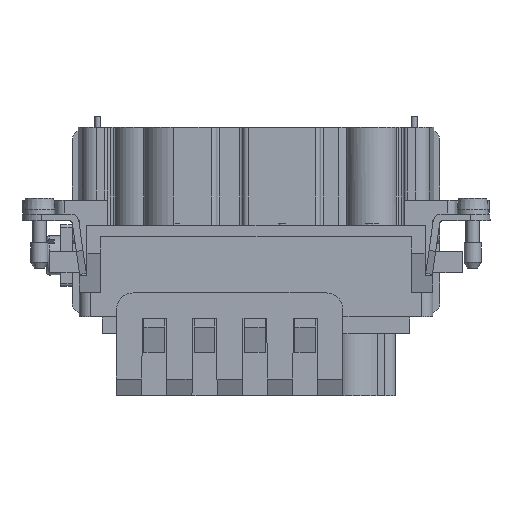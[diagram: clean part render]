
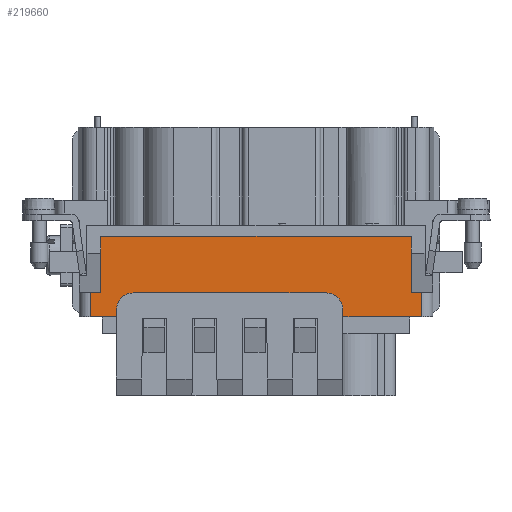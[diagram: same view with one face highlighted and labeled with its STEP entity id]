
A CAD part, front view. The second image highlights one B-rep face of the part: STEP entity #219660.
In plain terms, the highlighted face is planar.
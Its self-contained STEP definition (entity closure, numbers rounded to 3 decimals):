
#2530=CARTESIAN_POINT('',(57.983,54.102,
-28.8));
#2540=VERTEX_POINT('',#2530);
#2590=CARTESIAN_POINT('',(72.447,42.39,-28.8))
;
#2600=DIRECTION('',(0.777,-0.629,
0.));
#2610=VECTOR('',#2600,1.);
#2620=LINE('',#2590,#2610);
#2630=CARTESIAN_POINT('',(84.795,32.391,
-28.8));
#2640=VERTEX_POINT('',#2630);
#2650=EDGE_CURVE('',#2540,#2640,#2620,.T.);
#14920=CARTESIAN_POINT('',(55.652,55.99,
-31.8));
#14930=VERTEX_POINT('',#14920);
#14960=CARTESIAN_POINT('',(57.983,54.102,
-31.8));
#14970=DIRECTION('',(-0.629,-0.777,
0.));
#14980=DIRECTION('',(-0.777,0.629,0.));
#14990=AXIS2_PLACEMENT_3D('',#14960,#14970,#14980);
#15000=CIRCLE('',#14990,3.);
#15010=EDGE_CURVE('',#2540,#14930,#15000,.T.);
#18600=CARTESIAN_POINT('',(51.999,58.948,
-33.1));
#18610=VERTEX_POINT('',#18600);
#18640=CARTESIAN_POINT('',(48.725,61.6,
-33.1));
#18650=DIRECTION('',(0.777,-0.629,
0.));
#18660=VECTOR('',#18650,1.);
#18670=LINE('',#18640,#18660);
#18680=CARTESIAN_POINT('',(55.652,55.99,
-33.1));
#18690=VERTEX_POINT('',#18680);
#18700=EDGE_CURVE('',#18610,#18690,#18670,.T.);
#43620=CARTESIAN_POINT('',(87.126,30.503,
-31.8));
#43630=VERTEX_POINT('',#43620);
#43660=CARTESIAN_POINT('',(87.126,30.503,
-45.7));
#43670=DIRECTION('',(0.,0.,-1.));
#43680=VECTOR('',#43670,1.);
#43690=LINE('',#43660,#43680);
#43700=CARTESIAN_POINT('',(87.126,30.503,
-33.1));
#43710=VERTEX_POINT('',#43700);
#43720=EDGE_CURVE('',#43630,#43710,#43690,.T.);
#45720=CARTESIAN_POINT('',(84.795,32.391,
-31.8));
#45730=DIRECTION('',(-0.629,-0.777,
0.));
#45740=DIRECTION('',(-0.777,0.629,0.));
#45750=AXIS2_PLACEMENT_3D('',#45720,#45730,#45740);
#45760=CIRCLE('',#45750,3.);
#45770=EDGE_CURVE('',#43630,#2640,#45760,.T.);
#47740=CARTESIAN_POINT('',(48.725,61.6,
-33.1));
#47750=DIRECTION('',(0.777,-0.629,
0.));
#47760=VECTOR('',#47750,1.);
#47770=LINE('',#47740,#47760);
#47780=CARTESIAN_POINT('',(98.084,21.63,
-33.1));
#47790=VERTEX_POINT('',#47780);
#47800=EDGE_CURVE('',#43710,#47790,#47770,.T.);
#86180=CARTESIAN_POINT('',(55.652,55.99,
-45.7));
#86190=DIRECTION('',(0.,0.,-1.));
#86200=VECTOR('',#86190,1.);
#86210=LINE('',#86180,#86200);
#86220=EDGE_CURVE('',#14930,#18690,#86210,.T.);
#214460=CARTESIAN_POINT('',(98.084,21.63,-28.7));
#214470=VERTEX_POINT('',#214460);
#214500=CARTESIAN_POINT('',(48.725,61.6,
-28.7));
#214510=DIRECTION('',(-0.777,0.629,
0.));
#214520=VECTOR('',#214510,1.);
#214530=LINE('',#214500,#214520);
#214540=CARTESIAN_POINT('',(96.646,22.794,-28.7));
#214550=VERTEX_POINT('',#214540);
#214560=EDGE_CURVE('',#214470,#214550,#214530,.T.);
#215000=CARTESIAN_POINT('',(51.999,58.948,
-28.7));
#215010=VERTEX_POINT('',#215000);
#215170=CARTESIAN_POINT('',(53.437,57.784,
-28.7));
#215180=VERTEX_POINT('',#215170);
#215210=CARTESIAN_POINT('',(48.725,61.6,
-28.7));
#215220=DIRECTION('',(-0.777,0.629,
0.));
#215230=VECTOR('',#215220,1.);
#215240=LINE('',#215210,#215230);
#215250=EDGE_CURVE('',#215180,#215010,#215240,.T.);
#215560=CARTESIAN_POINT('',(53.437,57.784,
-18.7));
#215570=VERTEX_POINT('',#215560);
#215600=CARTESIAN_POINT('',(53.437,57.784,
-33.7));
#215610=DIRECTION('',(0.,0.,-1.));
#215620=VECTOR('',#215610,1.);
#215630=LINE('',#215600,#215620);
#215640=EDGE_CURVE('',#215570,#215180,#215630,.T.);
#216160=CARTESIAN_POINT('',(96.646,22.794,
-33.7));
#216170=DIRECTION('',(0.,0.,-1.));
#216180=VECTOR('',#216170,1.);
#216190=LINE('',#216160,#216180);
#216200=CARTESIAN_POINT('',(96.646,22.794,
-18.7));
#216210=VERTEX_POINT('',#216200);
#216220=EDGE_CURVE('',#216210,#214550,#216190,.T.);
#216550=CARTESIAN_POINT('',(51.999,58.948,
-33.7));
#216560=DIRECTION('',(0.,0.,-1.));
#216570=VECTOR('',#216560,1.);
#216580=LINE('',#216550,#216570);
#216590=EDGE_CURVE('',#215010,#18610,#216580,.T.);
#219350=CARTESIAN_POINT('',(96.724,22.731,
-17.));
#219360=DIRECTION('',(0.629,0.777,
0.));
#219370=DIRECTION('',(-0.777,0.629,
0.));
#219380=AXIS2_PLACEMENT_3D('',#219350,#219360,#219370);
#219390=PLANE('',#219380);
#219400=ORIENTED_EDGE('',*,*,#18700,.T.);
#219410=ORIENTED_EDGE('',*,*,#216590,.T.);
#219420=ORIENTED_EDGE('',*,*,#215250,.T.);
#219430=ORIENTED_EDGE('',*,*,#215640,.T.);
#219440=CARTESIAN_POINT('',(48.725,61.6,
-18.7));
#219450=DIRECTION('',(-0.777,0.629,
0.));
#219460=VECTOR('',#219450,1.);
#219470=LINE('',#219440,#219460);
#219480=EDGE_CURVE('',#216210,#215570,#219470,.T.);
#219490=ORIENTED_EDGE('',*,*,#219480,.T.);
#219500=ORIENTED_EDGE('',*,*,#216220,.F.);
#219510=ORIENTED_EDGE('',*,*,#214560,.T.);
#219520=CARTESIAN_POINT('',(98.084,21.63,
-33.7));
#219530=DIRECTION('',(0.,0.,1.));
#219540=VECTOR('',#219530,1.);
#219550=LINE('',#219520,#219540);
#219560=EDGE_CURVE('',#47790,#214470,#219550,.T.);
#219570=ORIENTED_EDGE('',*,*,#219560,.T.);
#219580=ORIENTED_EDGE('',*,*,#47800,.T.);
#219590=ORIENTED_EDGE('',*,*,#43720,.T.);
#219600=ORIENTED_EDGE('',*,*,#45770,.F.);
#219610=ORIENTED_EDGE('',*,*,#2650,.T.);
#219620=ORIENTED_EDGE('',*,*,#15010,.F.);
#219630=ORIENTED_EDGE('',*,*,#86220,.F.);
#219640=EDGE_LOOP('',(#219630,#219620,#219610,#219600,#219590,#219580,
#219570,#219510,#219500,#219490,#219430,#219420,#219410,#219400));
#219650=FACE_OUTER_BOUND('',#219640,.T.);
#219660=ADVANCED_FACE('',(#219650),#219390,.F.);
